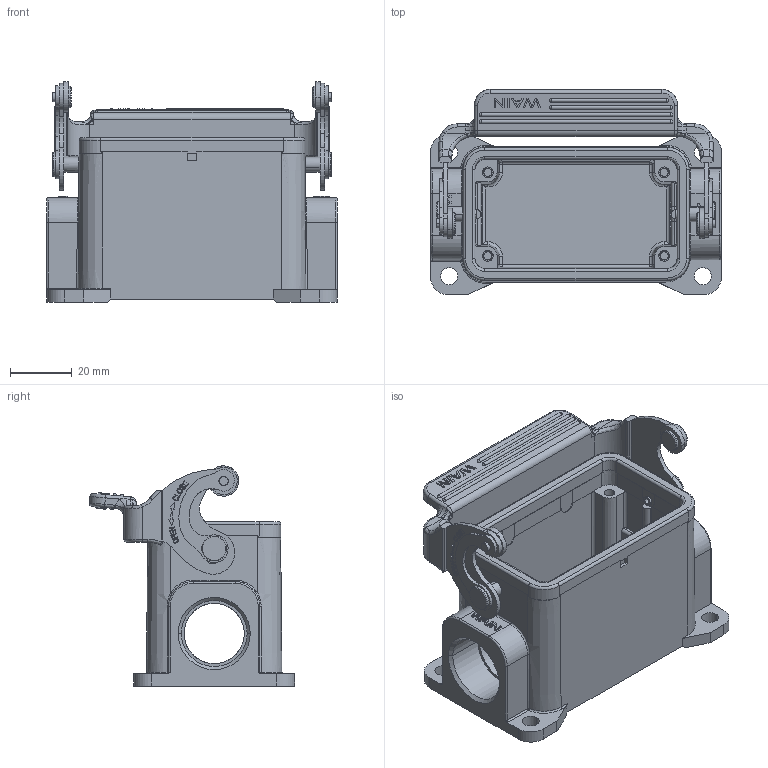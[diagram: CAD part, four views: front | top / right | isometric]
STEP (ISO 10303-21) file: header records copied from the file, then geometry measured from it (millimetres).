
FILE_DESCRIPTION((''),'2;1');
FILE_NAME('3D_1120102211002_H10B-MSF-1L_SC','2023-12-13T',('yp.zhu'),(''),'PRO/ENGINEER BY PARAMETRIC TECHNOLOGY CORPORATION, 2012480','PRO/ENGINEER BY PARAMETRIC TECHNOLOGY CORPORATION, 2012480','');
FILE_SCHEMA(('CONFIG_CONTROL_DESIGN'));
Length unit declared in the file: millimetre
Products named in the file (1): 3D_1120102211002_H10B-MSF-1L_SC
Bounding box: 94 x 66.34 x 71.21 mm (x, y, z)
Volume: 2.3 mm3; surface area: 41852 mm2
Topology: 1 solids, 2 shells, 1091 faces, 3061 edges, 2015 vertices
Faces by surface type: plane 482, cylinder 248, extrusion 204, torus 56, cone 44, bspline 36, sphere 21
Entity records: 38987 total; most frequent: CARTESIAN_POINT 11783, ORIENTED_EDGE 6022, DIRECTION 4987, EDGE_CURVE 3011, VERTEX_POINT 1999, VECTOR 1773, AXIS2_PLACEMENT_3D 1607, LINE 1569
